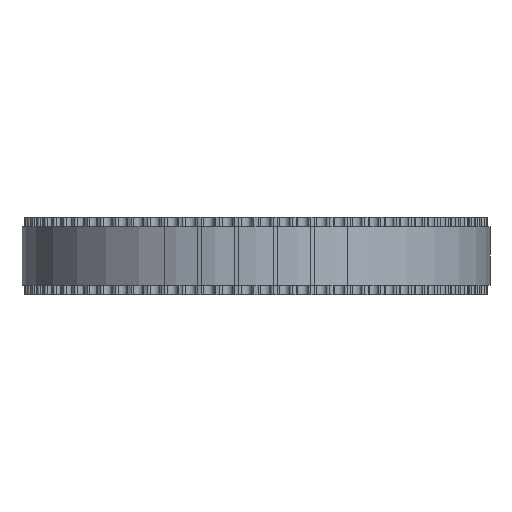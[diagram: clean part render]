
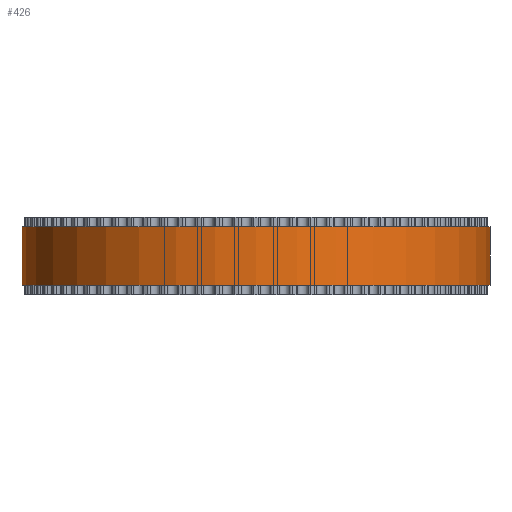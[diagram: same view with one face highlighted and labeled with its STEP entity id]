
A CAD part, front view. The second image highlights one B-rep face of the part: STEP entity #426.
In plain terms, the highlighted cylindrical face has radius 24.192 mm (diameter 48.383 mm), a full revolution.
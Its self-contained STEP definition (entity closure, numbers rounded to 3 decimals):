
#97=FACE_BOUND('',#1344,.T.);
#98=FACE_BOUND('',#1345,.T.);
#426=ADVANCED_FACE('',(#97,#98),#731,.T.);
#731=CYLINDRICAL_SURFACE('',#6831,24.192);
#1344=EDGE_LOOP('',(#3778));
#1345=EDGE_LOOP('',(#3779));
#3778=ORIENTED_EDGE('',*,*,#5302,.T.);
#3779=ORIENTED_EDGE('',*,*,#5303,.T.);
#4388=VERTEX_POINT('',#10800);
#4389=VERTEX_POINT('',#10802);
#5302=EDGE_CURVE('',#4388,#4388,#5912,.T.);
#5303=EDGE_CURVE('',#4389,#4389,#5913,.T.);
#5912=CIRCLE('',#6829,24.192);
#5913=CIRCLE('',#6830,24.192);
#6829=AXIS2_PLACEMENT_3D('',#10799,#8966,#8967);
#6830=AXIS2_PLACEMENT_3D('',#10801,#8968,#8969);
#6831=AXIS2_PLACEMENT_3D('',#10803,#8970,#8971);
#8966=DIRECTION('',(0.,0.,1.));
#8967=DIRECTION('',(1.,0.,0.));
#8968=DIRECTION('',(0.,0.,-1.));
#8969=DIRECTION('',(1.,0.,0.));
#8970=DIRECTION('',(0.,0.,1.));
#8971=DIRECTION('',(1.,0.,0.));
#10799=CARTESIAN_POINT('',(0.,0.,1.));
#10800=CARTESIAN_POINT('',(24.192,0.,1.));
#10801=CARTESIAN_POINT('',(0.,0.,7.));
#10802=CARTESIAN_POINT('',(24.192,0.,7.));
#10803=CARTESIAN_POINT('',(0.,0.,1.));
